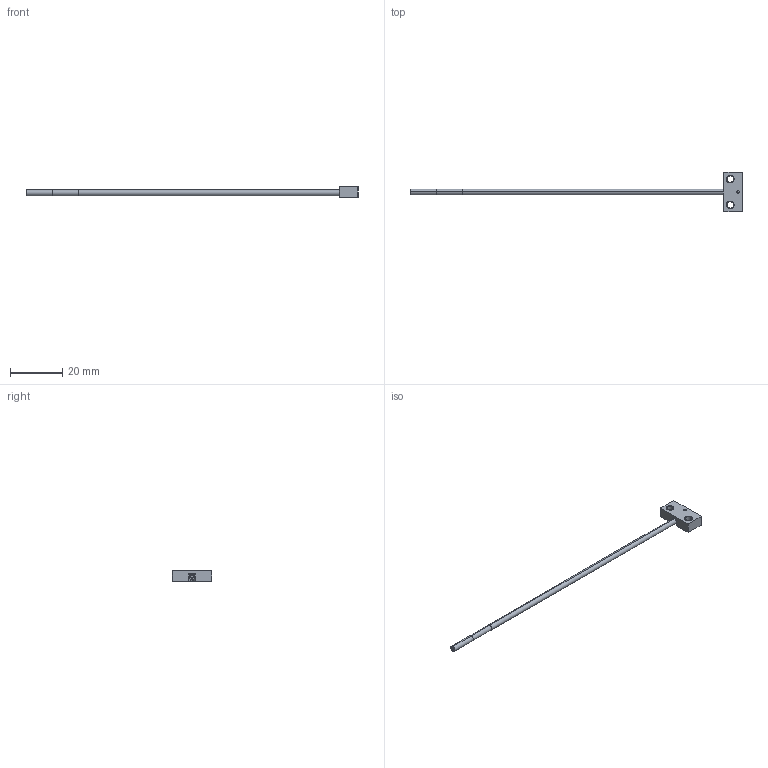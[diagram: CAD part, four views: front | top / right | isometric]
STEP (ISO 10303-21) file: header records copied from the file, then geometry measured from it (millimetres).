
FILE_DESCRIPTION((''),'2;1');
FILE_NAME('188743_ASM','2016-01-12T',('pdmadmin'),(''),'PRO/ENGINEER BY PARAMETRIC TECHNOLOGY CORPORATION, 2013230','PRO/ENGINEER BY PARAMETRIC TECHNOLOGY CORPORATION, 2013230','');
FILE_SCHEMA(('CONFIG_CONTROL_DESIGN'));
Length unit declared in the file: inch
Products named in the file (4): 142190_AF0; 51022; FIBER_CORE_1MM_AF0; 188743_ASM
Assembly tree (3 placements, depth 2):
  188743_ASM
    142190_AF0
    51022
    FIBER_CORE_1MM_AF0
Bounding box: 127.11 x 14.99 x 4.01 mm (x, y, z)
Volume: 806.6 mm3; surface area: 1777.7 mm2
Topology: 3 solids, 6 shells, 42 faces, 100 edges, 64 vertices
Faces by surface type: cylinder 25, plane 13, bspline 4
Entity records: 1529 total; most frequent: CARTESIAN_POINT 401, DIRECTION 244, ORIENTED_EDGE 188, EDGE_CURVE 100, AXIS2_PLACEMENT_3D 99, VERTEX_POINT 64, CIRCLE 50, EDGE_LOOP 48
